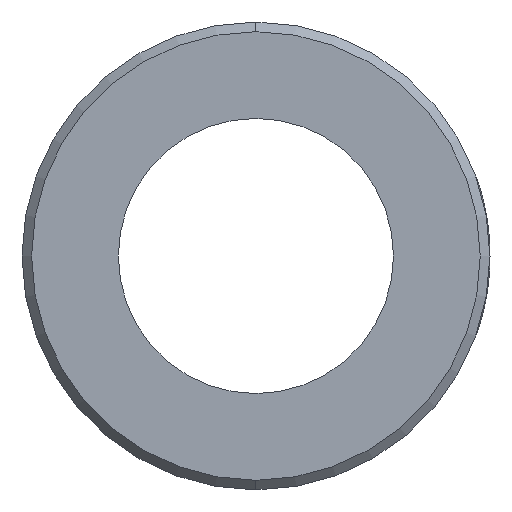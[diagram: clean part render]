
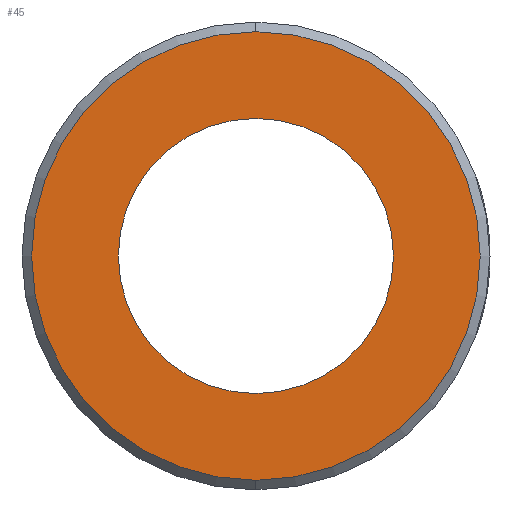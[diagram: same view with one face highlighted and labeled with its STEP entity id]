
A CAD part, front view. The second image highlights one B-rep face of the part: STEP entity #45.
In plain terms, the highlighted planar face has unit normal (0, -1, 0).
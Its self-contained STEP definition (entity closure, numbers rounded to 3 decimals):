
#45=ADVANCED_FACE('NONE',(#91,#92),#93,.F.);
#91=FACE_OUTER_BOUND('',#134,.T.);
#92=FACE_BOUND('',#135,.T.);
#93=PLANE('',#136);
#134=EDGE_LOOP('',(#302,#303));
#135=EDGE_LOOP('',(#304,#305));
#136=AXIS2_PLACEMENT_3D('',#306,#307,#308);
#302=ORIENTED_EDGE('',*,*,#529,.T.);
#303=ORIENTED_EDGE('',*,*,#460,.T.);
#304=ORIENTED_EDGE('',*,*,#530,.T.);
#305=ORIENTED_EDGE('',*,*,#465,.T.);
#306=CARTESIAN_POINT('',(0.0,-6.15,0.0));
#307=DIRECTION('',(-0.0,1.0,0.0));
#308=DIRECTION('',(1.0,0.0,0.0));
#460=EDGE_CURVE('NONE',#877,#878,#879,.T.);
#465=EDGE_CURVE('NONE',#886,#887,#888,.T.);
#529=EDGE_CURVE('NONE',#878,#877,#1007,.T.);
#530=EDGE_CURVE('NONE',#887,#886,#1008,.T.);
#877=VERTEX_POINT('NONE',#1368);
#878=VERTEX_POINT('NONE',#1369);
#879=CIRCLE('',#1370,12.225);
#886=VERTEX_POINT('NONE',#1379);
#887=VERTEX_POINT('NONE',#1380);
#888=CIRCLE('',#1381,7.5);
#1007=CIRCLE('',#1597,12.225);
#1008=CIRCLE('',#1598,7.5);
#1368=CARTESIAN_POINT('',(0.,-6.15,-12.225));
#1369=CARTESIAN_POINT('',(0.0,-6.15,12.225));
#1370=AXIS2_PLACEMENT_3D('',#1720,#1721,#1722);
#1379=CARTESIAN_POINT('',(0.,-6.15,-7.5));
#1380=CARTESIAN_POINT('',(0.0,-6.15,7.5));
#1381=AXIS2_PLACEMENT_3D('',#1728,#1729,#1730);
#1597=AXIS2_PLACEMENT_3D('',#1810,#1811,#1812);
#1598=AXIS2_PLACEMENT_3D('',#1813,#1814,#1815);
#1720=CARTESIAN_POINT('',(0.0,-6.15,0.0));
#1721=DIRECTION('',(0.0,-1.0,0.0));
#1722=DIRECTION('',(0.0,0.0,1.0));
#1728=CARTESIAN_POINT('',(0.0,-6.15,0.0));
#1729=DIRECTION('',(0.0,1.0,0.0));
#1730=DIRECTION('',(0.0,0.0,1.0));
#1810=CARTESIAN_POINT('',(0.0,-6.15,0.0));
#1811=DIRECTION('',(0.0,-1.0,0.0));
#1812=DIRECTION('',(0.0,0.0,1.0));
#1813=CARTESIAN_POINT('',(0.0,-6.15,0.0));
#1814=DIRECTION('',(0.0,1.0,0.0));
#1815=DIRECTION('',(0.0,0.0,1.0));
